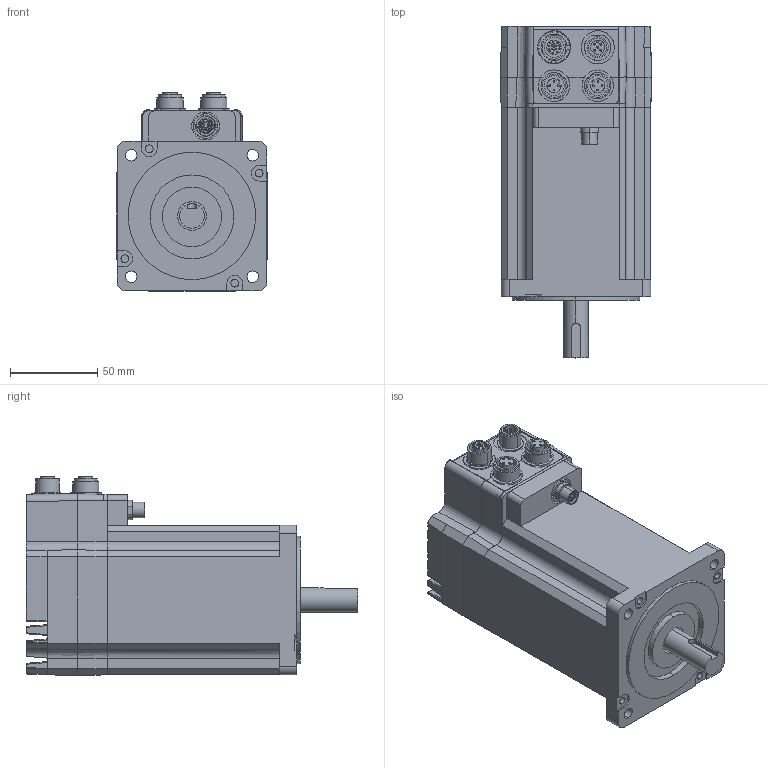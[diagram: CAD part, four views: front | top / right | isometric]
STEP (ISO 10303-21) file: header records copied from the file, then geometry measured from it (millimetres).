
FILE_DESCRIPTION (( 'STEP AP214' ), '1' );
FILE_NAME ('MIS342C14xxxx85 R1_1.STEP', '2020-08-24T13:52:59', ( '' ), ( '' ), 'SwSTEP 2.0', 'SolidWorks 2018', '' );
FILE_SCHEMA (( 'AUTOMOTIVE_DESIGN' ));
Length unit declared in the file: millimetre
Products named in the file (2): MIS342C14xxxx85 R1_1
Bounding box: 86.45 x 190.1 x 113.9 mm (x, y, z)
Volume: 1052143.5 mm3; surface area: 115437.5 mm2
Topology: 2 solids, 7 shells, 1320 faces, 3266 edges, 2010 vertices
Faces by surface type: cylinder 576, plane 552, bspline 155, cone 31, torus 4, sphere 2
Entity records: 60612 total; most frequent: CARTESIAN_POINT 16321, ORIENTED_EDGE 6512, DIRECTION 5816, EDGE_CURVE 3256, AXIS2_PLACEMENT_3D 2101, VERTEX_POINT 2008, LINE 1614, VECTOR 1614
